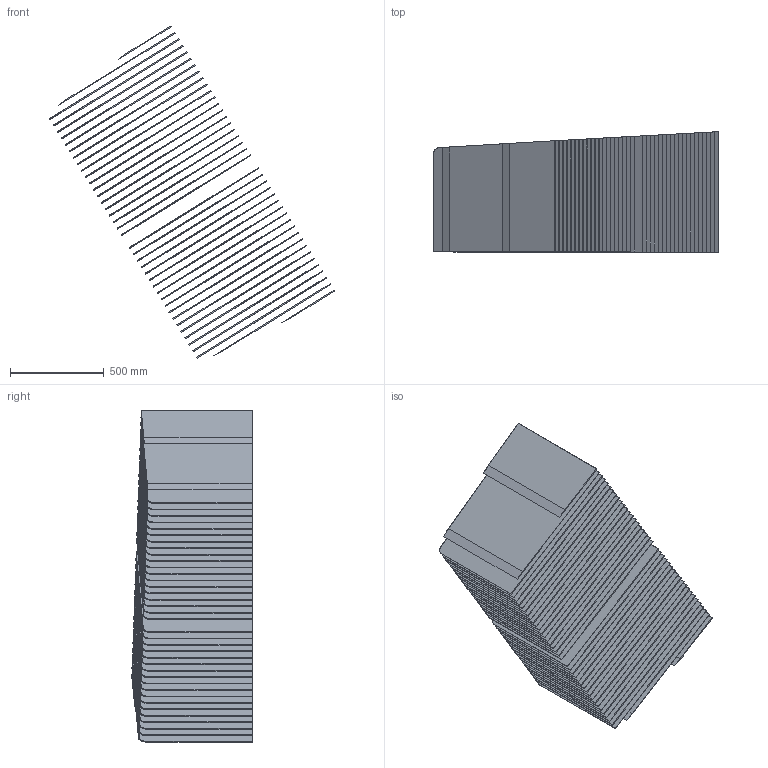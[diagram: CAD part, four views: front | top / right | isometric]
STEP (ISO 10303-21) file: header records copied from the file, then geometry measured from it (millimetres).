
FILE_DESCRIPTION(('FreeCAD Model'),'2;1');
FILE_NAME('detailed_HCLL/step/cooling_plate_sample_envelope_1.step', '2018-05-01T08:42:05',('FreeCAD'),('FreeCAD'), 'Open CASCADE STEP processor 7.2','FreeCAD','Unknown');
FILE_SCHEMA(('AUTOMOTIVE_DESIGN_CC2 { 1 2 10303 214 -1 1 5 4 }'));
Length unit declared in the file: millimetre
Products named in the file (42): Open CASCADE STEP translator 7.2 16; Open CASCADE STEP translator 7.2 16.1; Open CASCADE STEP translator 7.2 16.2; Open CASCADE STEP translator 7.2 16.3; Open CASCADE STEP translator 7.2 16.4; Open CASCADE STEP translator 7.2 16.5; Open CASCADE STEP translator 7.2 16.6; Open CASCADE STEP translator 7.2 16.7; Open CASCADE STEP translator 7.2 16.8; Open CASCADE STEP translator 7.2 16.9; Open CASCADE STEP translator 7.2 16.10; Open CASCADE STEP translator 7.2 16.11; Open CASCADE STEP translator 7.2 16.12; Open CASCADE STEP translator 7.2 16.13; Open CASCADE STEP translator 7.2 16.14; Open CASCADE STEP translator 7.2 16.15; Open CASCADE STEP translator 7.2 16.16; Open CASCADE STEP translator 7.2 16.17; Open CASCADE STEP translator 7.2 16.18; Open CASCADE STEP translator 7.2 16.19; Open CASCADE STEP translator 7.2 16.20; Open CASCADE STEP translator 7.2 16.21; Open CASCADE STEP translator 7.2 16.22; Open CASCADE STEP translator 7.2 16.23; Open CASCADE STEP translator 7.2 16.24; Open CASCADE STEP translator 7.2 16.25; Open CASCADE STEP translator 7.2 16.26; Open CASCADE STEP translator 7.2 16.27; Open CASCADE STEP translator 7.2 16.28; Open CASCADE STEP translator 7.2 16.29; Open CASCADE STEP translator 7.2 16.30; Open CASCADE STEP translator 7.2 16.31; Open CASCADE STEP translator 7.2 16.32; Open CASCADE STEP translator 7.2 16.33; Open CASCADE STEP translator 7.2 16.34; Open CASCADE STEP translator 7.2 16.35; Open CASCADE STEP translator 7.2 16.36; Open CASCADE STEP translator 7.2 16.37; Open CASCADE STEP translator 7.2 16.38; Open CASCADE STEP translator 7.2 16.39 ...
Assembly tree (41 placements, depth 2):
  Open CASCADE STEP translator 7.2 16
    Open CASCADE STEP translator 7.2 16.1
    Open CASCADE STEP translator 7.2 16.2
    Open CASCADE STEP translator 7.2 16.3
    Open CASCADE STEP translator 7.2 16.4
    Open CASCADE STEP translator 7.2 16.5
    Open CASCADE STEP translator 7.2 16.6
    Open CASCADE STEP translator 7.2 16.7
    Open CASCADE STEP translator 7.2 16.8
    Open CASCADE STEP translator 7.2 16.9
    Open CASCADE STEP translator 7.2 16.10
    Open CASCADE STEP translator 7.2 16.11
    Open CASCADE STEP translator 7.2 16.12
    Open CASCADE STEP translator 7.2 16.13
    Open CASCADE STEP translator 7.2 16.14
    Open CASCADE STEP translator 7.2 16.15
    Open CASCADE STEP translator 7.2 16.16
    Open CASCADE STEP translator 7.2 16.17
    Open CASCADE STEP translator 7.2 16.18
    Open CASCADE STEP translator 7.2 16.19
    Open CASCADE STEP translator 7.2 16.20
    Open CASCADE STEP translator 7.2 16.21
    Open CASCADE STEP translator 7.2 16.22
    Open CASCADE STEP translator 7.2 16.23
    Open CASCADE STEP translator 7.2 16.24
    Open CASCADE STEP translator 7.2 16.25
    Open CASCADE STEP translator 7.2 16.26
    Open CASCADE STEP translator 7.2 16.27
    Open CASCADE STEP translator 7.2 16.28
    Open CASCADE STEP translator 7.2 16.29
    Open CASCADE STEP translator 7.2 16.30
    Open CASCADE STEP translator 7.2 16.31
    Open CASCADE STEP translator 7.2 16.32
    Open CASCADE STEP translator 7.2 16.33
    Open CASCADE STEP translator 7.2 16.34
    Open CASCADE STEP translator 7.2 16.35
    Open CASCADE STEP translator 7.2 16.36
    Open CASCADE STEP translator 7.2 16.37
    Open CASCADE STEP translator 7.2 16.38
    Open CASCADE STEP translator 7.2 16.39
    Open CASCADE STEP translator 7.2 16.40
    Open CASCADE STEP translator 7.2 16.41
Bounding box: 1519.68 x 643.07 x 1770.18 mm (x, y, z)
Volume: 95566292.9 mm3; surface area: 38895481.7 mm2
Topology: 41 solids, 41 shells, 283 faces, 603 edges, 402 vertices
Faces by surface type: plane 246, cylinder 37
Entity records: 15572 total; most frequent: CARTESIAN_POINT 4038, DIRECTION 1549, ORIENTED_EDGE 1206, PCURVE 1206, DEFINITIONAL_REPRESENTATION 1206, B_SPLINE_CURVE_WITH_KNOTS 984, LINE 677, VECTOR 677
